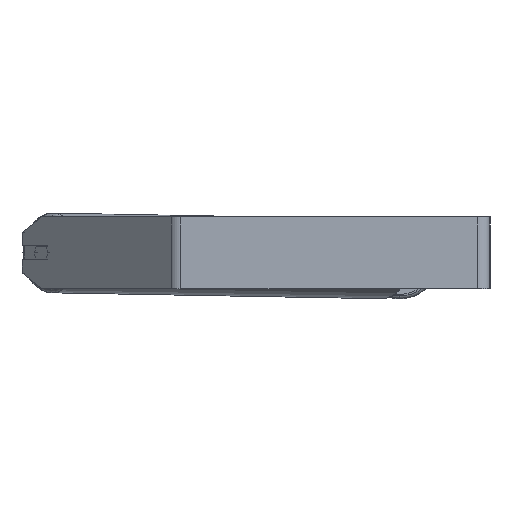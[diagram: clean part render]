
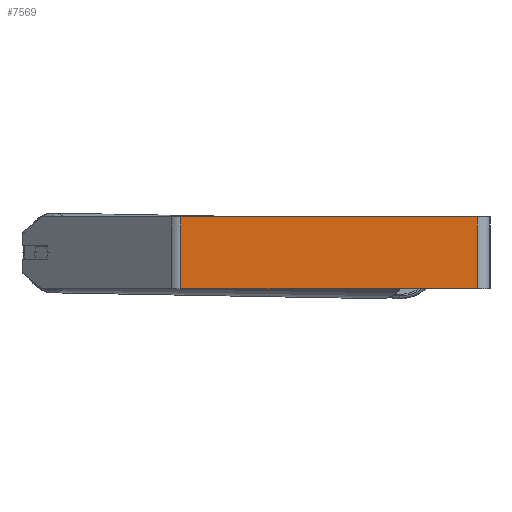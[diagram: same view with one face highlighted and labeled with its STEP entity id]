
A CAD part, left-side view. The second image highlights one B-rep face of the part: STEP entity #7569.
In plain terms, the highlighted planar face has unit normal (-1, 0, 0).
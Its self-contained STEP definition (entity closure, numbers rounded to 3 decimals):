
#45 = EDGE_CURVE ( 'NONE', #624, #6520, #1862, .T. ) ;
#149 = ORIENTED_EDGE ( 'NONE', *, *, #3229, .F. ) ;
#467 = VERTEX_POINT ( 'NONE', #1271 ) ;
#538 = DIRECTION ( 'NONE',  ( 0., -1., 0. ) ) ;
#624 = VERTEX_POINT ( 'NONE', #8265 ) ;
#630 = EDGE_CURVE ( 'NONE', #7317, #624, #836, .T. ) ;
#836 = LINE ( 'NONE', #3521, #7957 ) ;
#850 = ORIENTED_EDGE ( 'NONE', *, *, #630, .T. ) ;
#1231 = CARTESIAN_POINT ( 'NONE',  ( -840., 350.96, 40. ) ) ;
#1271 = CARTESIAN_POINT ( 'NONE',  ( -840., 14., 40. ) ) ;
#1638 = CARTESIAN_POINT ( 'NONE',  ( -840., 350.96, 40. ) ) ;
#1862 = LINE ( 'NONE', #4653, #8499 ) ;
#2068 = AXIS2_PLACEMENT_3D ( 'NONE', #1231, #3930, #6629 ) ;
#2109 = CARTESIAN_POINT ( 'NONE',  ( -840., 14., -40. ) ) ;
#2310 = DIRECTION ( 'NONE',  ( 0., 0., -1. ) ) ;
#2863 = DIRECTION ( 'NONE',  ( 0., 0., -1. ) ) ;
#2937 = EDGE_LOOP ( 'NONE', ( #5438, #5514, #149, #850 ) ) ;
#3229 = EDGE_CURVE ( 'NONE', #7317, #467, #4293, .T. ) ;
#3521 = CARTESIAN_POINT ( 'NONE',  ( -840., 345.161, 40. ) ) ;
#3900 = VECTOR ( 'NONE', #2310, 1000. ) ;
#3930 = DIRECTION ( 'NONE',  ( 1., 0., 0. ) ) ;
#4293 = LINE ( 'NONE', #1638, #6263 ) ;
#4593 = FACE_OUTER_BOUND ( 'NONE', #2937, .T. ) ;
#4653 = CARTESIAN_POINT ( 'NONE',  ( -840., 350.96, -40. ) ) ;
#5138 = LINE ( 'NONE', #5181, #3900 ) ;
#5181 = CARTESIAN_POINT ( 'NONE',  ( -840., 14., 40. ) ) ;
#5438 = ORIENTED_EDGE ( 'NONE', *, *, #45, .T. ) ;
#5514 = ORIENTED_EDGE ( 'NONE', *, *, #5928, .F. ) ;
#5928 = EDGE_CURVE ( 'NONE', #467, #6520, #5138, .T. ) ;
#6263 = VECTOR ( 'NONE', #6959, 1000. ) ;
#6520 = VERTEX_POINT ( 'NONE', #2109 ) ;
#6629 = DIRECTION ( 'NONE',  ( 0., 0., -1. ) ) ;
#6959 = DIRECTION ( 'NONE',  ( 0., -1., 0. ) ) ;
#7294 = PLANE ( 'NONE',  #2068 ) ;
#7317 = VERTEX_POINT ( 'NONE', #7360 ) ;
#7360 = CARTESIAN_POINT ( 'NONE',  ( -840., 345.161, 40. ) ) ;
#7569 = ADVANCED_FACE ( 'NONE', ( #4593 ), #7294, .F. ) ;
#7957 = VECTOR ( 'NONE', #2863, 1000. ) ;
#8265 = CARTESIAN_POINT ( 'NONE',  ( -840., 345.161, -40. ) ) ;
#8499 = VECTOR ( 'NONE', #538, 1000. ) ;
